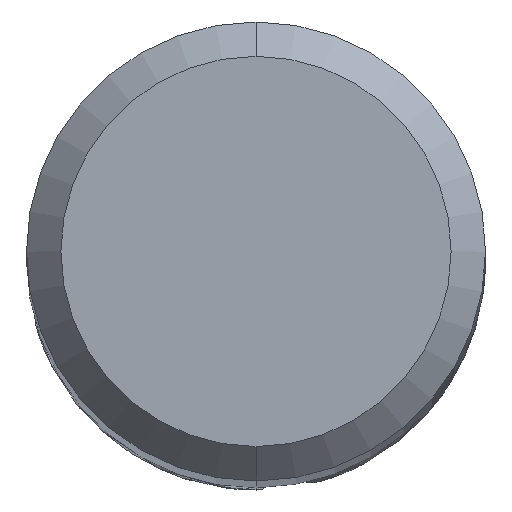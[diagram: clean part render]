
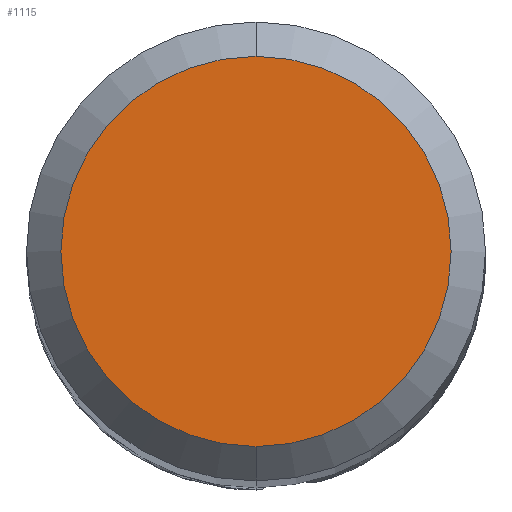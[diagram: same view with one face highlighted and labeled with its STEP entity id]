
A CAD part, top view. The second image highlights one B-rep face of the part: STEP entity #1115.
In plain terms, the highlighted planar face has unit normal (0, 0, 1).
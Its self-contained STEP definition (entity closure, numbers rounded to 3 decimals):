
#933=EDGE_CURVE('',#1577,#1435,#2115,.T.);
#1115=ADVANCED_FACE('',(#2313),#2314,.T.);
#1365=EDGE_CURVE('',#1435,#1577,#2593,.T.);
#1435=VERTEX_POINT('',#2671);
#1577=VERTEX_POINT('',#2825);
#2115=CIRCLE('',#5306,1.7);
#2313=FACE_OUTER_BOUND('',#6404,.T.);
#2314=PLANE('',#6405);
#2593=CIRCLE('',#8086,1.7);
#2671=CARTESIAN_POINT('',(0.,-1.7,0.0));
#2825=CARTESIAN_POINT('',(0.0,1.7,0.0));
#5306=AXIS2_PLACEMENT_3D('',#10955,#10956,#10957);
#6404=EDGE_LOOP('',(#11152,#11153));
#6405=AXIS2_PLACEMENT_3D('',#11154,#11155,#11156);
#8086=AXIS2_PLACEMENT_3D('',#11439,#11440,#11441);
#10955=CARTESIAN_POINT('',(0.0,0.0,0.0));
#10956=DIRECTION('',(0.0,0.0,-1.0));
#10957=DIRECTION('',(0.0,1.0,0.0));
#11152=ORIENTED_EDGE('',*,*,#933,.F.);
#11153=ORIENTED_EDGE('',*,*,#1365,.F.);
#11154=CARTESIAN_POINT('',(0.0,0.85,0.0));
#11155=DIRECTION('',(-0.0,0.0,1.0));
#11156=DIRECTION('',(0.0,-1.0,0.0));
#11439=CARTESIAN_POINT('',(0.0,0.0,0.0));
#11440=DIRECTION('',(0.0,0.0,-1.0));
#11441=DIRECTION('',(0.0,1.0,0.0));
